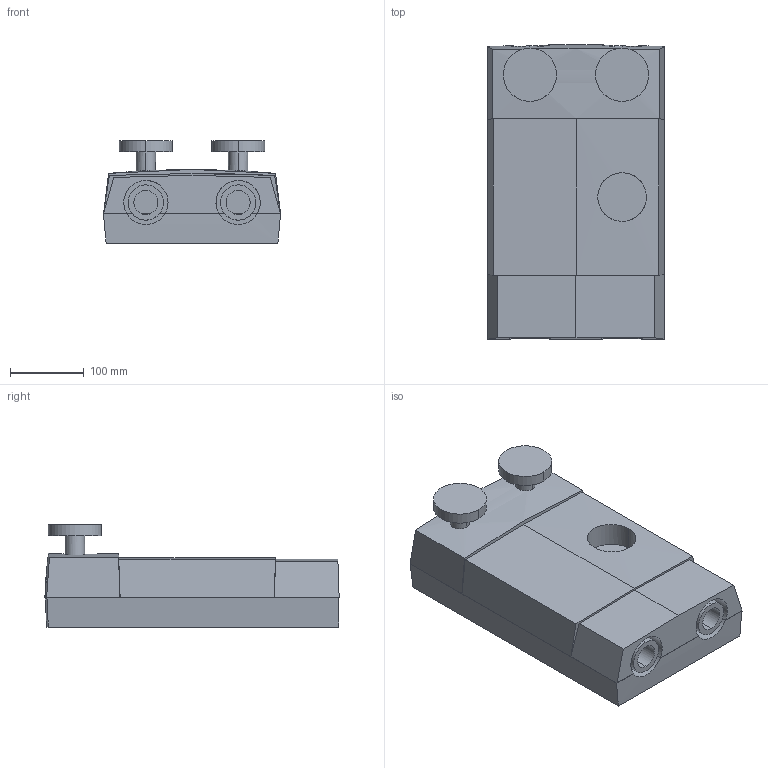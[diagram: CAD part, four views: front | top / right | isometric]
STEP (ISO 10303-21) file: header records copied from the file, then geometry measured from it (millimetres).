
FILE_DESCRIPTION (( 'STEP AP214' ), '1' );
FILE_NAME ('61200100 GDF111.stp', '2023-01-09T12:03:20', ( '' ), ( '' ), 'SwSTEP 2.0', 'SolidWorks 2021', '' );
FILE_SCHEMA (( 'AUTOMOTIVE_DESIGN' ));
Length unit declared in the file: millimetre
Products named in the file (1): 61200100 GDF111
Bounding box: 240.22 x 399.05 x 138.5 mm (x, y, z)
Volume: 8533517.2 mm3; surface area: 484310.4 mm2
Topology: 2 solids, 2 shells, 136 faces, 364 edges, 242 vertices
Faces by surface type: cylinder 76, plane 54, cone 4, torus 2
Entity records: 5332 total; most frequent: CARTESIAN_POINT 1660, ORIENTED_EDGE 728, DIRECTION 697, EDGE_CURVE 364, AXIS2_PLACEMENT_3D 262, VERTEX_POINT 242, LINE 173, VECTOR 173
